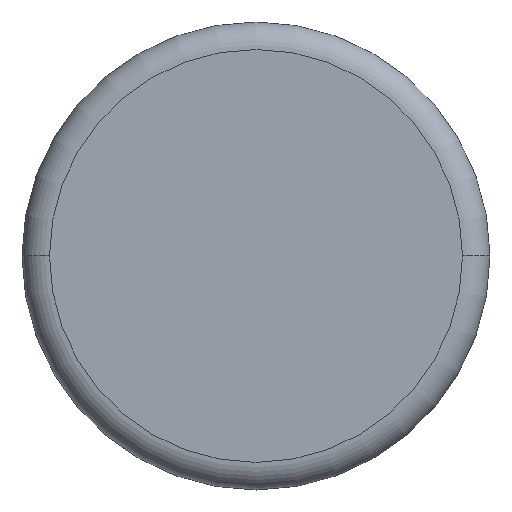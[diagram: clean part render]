
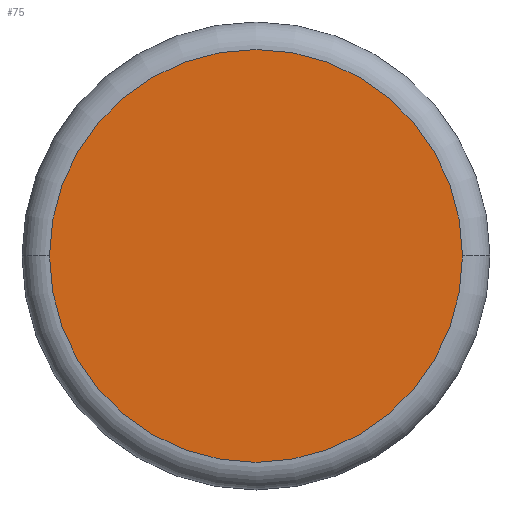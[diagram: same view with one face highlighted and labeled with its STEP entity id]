
A CAD part, top view. The second image highlights one B-rep face of the part: STEP entity #75.
In plain terms, the highlighted planar face has unit normal (0, 0, 1).
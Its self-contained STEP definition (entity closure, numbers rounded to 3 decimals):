
#69 = EDGE_LOOP ( 'NONE', ( #380, #430 ) ) ;
#70 = EDGE_CURVE ( 'NONE', #119, #113, #356, .T. ) ;
#75 = ADVANCED_FACE ( 'NONE', ( #363 ), #500, .F. ) ;
#110 = EDGE_CURVE ( 'NONE', #113, #119, #597, .T. ) ;
#113 = VERTEX_POINT ( 'NONE', #599 ) ;
#119 = VERTEX_POINT ( 'NONE', #549 ) ;
#353 = DIRECTION ( 'NONE',  ( -1., 0., 0. ) ) ;
#354 = DIRECTION ( 'NONE',  ( 0., 0., -1. ) ) ;
#355 = CARTESIAN_POINT ( 'NONE',  ( 0., 0., 32. ) ) ;
#356 = CIRCLE ( 'NONE', #368, 7.5 ) ;
#363 = FACE_OUTER_BOUND ( 'NONE', #69, .T. ) ;
#368 = AXIS2_PLACEMENT_3D ( 'NONE', #355, #354, #353 ) ;
#380 = ORIENTED_EDGE ( 'NONE', *, *, #110, .F. ) ;
#430 = ORIENTED_EDGE ( 'NONE', *, *, #70, .F. ) ;
#479 = AXIS2_PLACEMENT_3D ( 'NONE', #481, #595, #594 ) ;
#481 = CARTESIAN_POINT ( 'NONE',  ( 0., 0., 32. ) ) ;
#496 = AXIS2_PLACEMENT_3D ( 'NONE', #535, #534, #541 ) ;
#500 = PLANE ( 'NONE',  #496 ) ;
#534 = DIRECTION ( 'NONE',  ( 0., 0., -1. ) ) ;
#535 = CARTESIAN_POINT ( 'NONE',  ( 0., 0., 32. ) ) ;
#541 = DIRECTION ( 'NONE',  ( -1., 0., 0. ) ) ;
#549 = CARTESIAN_POINT ( 'NONE',  ( 7.5, 0., 32. ) ) ;
#594 = DIRECTION ( 'NONE',  ( -1., 0., 0. ) ) ;
#595 = DIRECTION ( 'NONE',  ( 0., 0., -1. ) ) ;
#597 = CIRCLE ( 'NONE', #479, 7.5 ) ;
#599 = CARTESIAN_POINT ( 'NONE',  ( -7.5, 0., 32. ) ) ;
